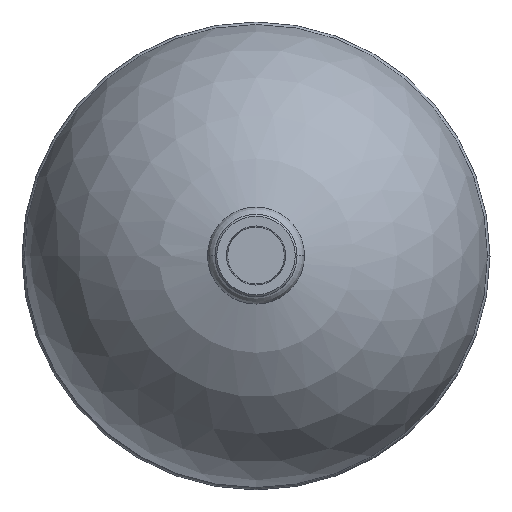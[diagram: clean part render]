
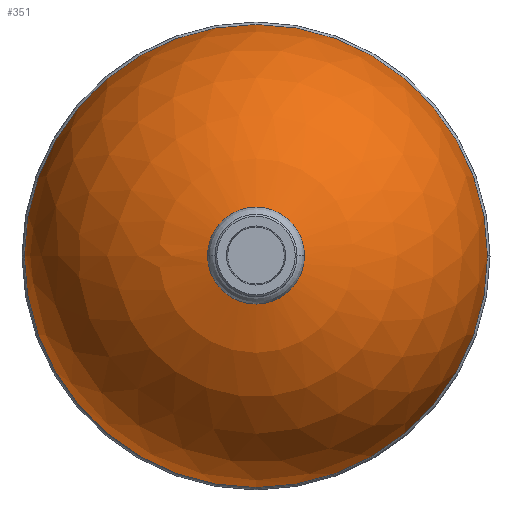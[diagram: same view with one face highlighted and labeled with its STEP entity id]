
A CAD part, top view. The second image highlights one B-rep face of the part: STEP entity #351.
In plain terms, the highlighted spherical face has radius 98.425 mm.
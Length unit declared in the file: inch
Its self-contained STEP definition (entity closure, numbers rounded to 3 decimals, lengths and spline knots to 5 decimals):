
#19 = EDGE_LOOP ( 'NONE', ( #365, #91 ) ) ;
#21 = VERTEX_POINT ( 'NONE', #252 ) ;
#26 = DIRECTION ( 'NONE',  ( 1., 0., 0. ) ) ;
#31 = FACE_OUTER_BOUND ( 'NONE', #322, .T. ) ;
#36 = AXIS2_PLACEMENT_3D ( 'NONE', #414, #191, #325 ) ;
#39 = DIRECTION ( 'NONE',  ( 1., 0., 0. ) ) ;
#50 = AXIS2_PLACEMENT_3D ( 'NONE', #132, #413, #26 ) ;
#53 = VERTEX_POINT ( 'NONE', #275 ) ;
#58 = EDGE_CURVE ( 'NONE', #81, #21, #137, .T. ) ;
#81 = VERTEX_POINT ( 'NONE', #411 ) ;
#90 = SPHERICAL_SURFACE ( 'NONE', #121, 3.875 ) ;
#91 = ORIENTED_EDGE ( 'NONE', *, *, #141, .T. ) ;
#104 = CARTESIAN_POINT ( 'NONE',  ( 0., 4.0099, 3.78915 ) ) ;
#120 = AXIS2_PLACEMENT_3D ( 'NONE', #104, #208, #39 ) ;
#121 = AXIS2_PLACEMENT_3D ( 'NONE', #295, #122, #126 ) ;
#122 = DIRECTION ( 'NONE',  ( 0., 0., -1. ) ) ;
#126 = DIRECTION ( 'NONE',  ( -1., 0., 0. ) ) ;
#131 = ORIENTED_EDGE ( 'NONE', *, *, #427, .F. ) ;
#132 = CARTESIAN_POINT ( 'NONE',  ( 0., 4.0099, 3.78915 ) ) ;
#137 = CIRCLE ( 'NONE', #120, 0.81116 ) ;
#141 = EDGE_CURVE ( 'NONE', #21, #81, #255, .T. ) ;
#191 = DIRECTION ( 'NONE',  ( 0., 0., -1. ) ) ;
#197 = CARTESIAN_POINT ( 'NONE',  ( 3.87376, 4.0099, 0.0979 ) ) ;
#203 = ORIENTED_EDGE ( 'NONE', *, *, #345, .F. ) ;
#208 = DIRECTION ( 'NONE',  ( 0., 0., -1. ) ) ;
#221 = CIRCLE ( 'NONE', #36, 3.87376 ) ;
#252 = CARTESIAN_POINT ( 'NONE',  ( -0.81116, 4.0099, 3.78915 ) ) ;
#255 = CIRCLE ( 'NONE', #50, 0.81116 ) ;
#261 = CARTESIAN_POINT ( 'NONE',  ( 0., 4.0099, 0.0979 ) ) ;
#275 = CARTESIAN_POINT ( 'NONE',  ( -3.87376, 4.0099, 0.0979 ) ) ;
#291 = CIRCLE ( 'NONE', #421, 3.87376 ) ;
#295 = CARTESIAN_POINT ( 'NONE',  ( 0., 4.0099, 0. ) ) ;
#322 = EDGE_LOOP ( 'NONE', ( #203, #131 ) ) ;
#325 = DIRECTION ( 'NONE',  ( -1., 0., 0. ) ) ;
#326 = VERTEX_POINT ( 'NONE', #197 ) ;
#345 = EDGE_CURVE ( 'NONE', #326, #53, #291, .T. ) ;
#351 = ADVANCED_FACE ( 'NONE', ( #31, #436 ), #90, .T. ) ;
#365 = ORIENTED_EDGE ( 'NONE', *, *, #58, .T. ) ;
#400 = DIRECTION ( 'NONE',  ( 0., 0., -1. ) ) ;
#411 = CARTESIAN_POINT ( 'NONE',  ( 0.81116, 4.0099, 3.78915 ) ) ;
#413 = DIRECTION ( 'NONE',  ( 0., 0., -1. ) ) ;
#414 = CARTESIAN_POINT ( 'NONE',  ( 0., 4.0099, 0.0979 ) ) ;
#421 = AXIS2_PLACEMENT_3D ( 'NONE', #261, #400, #448 ) ;
#427 = EDGE_CURVE ( 'NONE', #53, #326, #221, .T. ) ;
#436 = FACE_BOUND ( 'NONE', #19, .T. ) ;
#448 = DIRECTION ( 'NONE',  ( -1., 0., 0. ) ) ;
